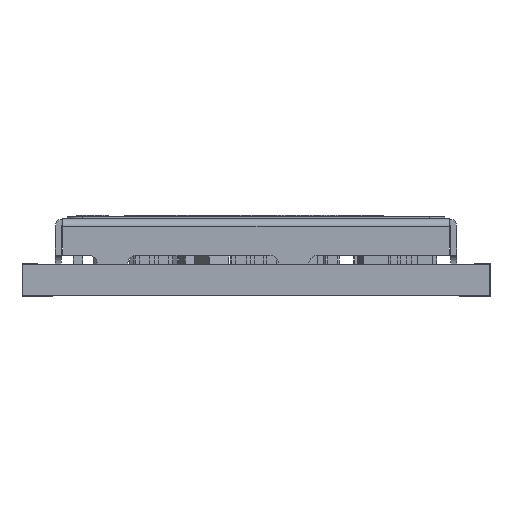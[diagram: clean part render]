
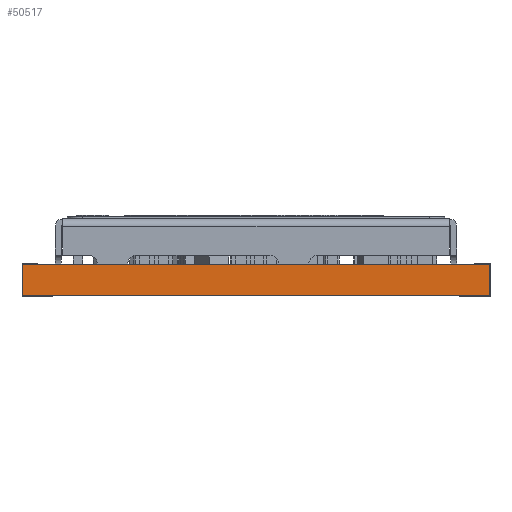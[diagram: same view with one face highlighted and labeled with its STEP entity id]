
A CAD part, front view. The second image highlights one B-rep face of the part: STEP entity #50517.
In plain terms, the highlighted planar face has unit normal (0, -1, 0).
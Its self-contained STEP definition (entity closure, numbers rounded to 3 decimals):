
#1463 = ORIENTED_EDGE ( 'NONE', *, *, #1903, .F. ) ;
#1903 = EDGE_CURVE ( 'NONE', #43761, #52375, #16198, .T. ) ;
#1943 = CARTESIAN_POINT ( 'NONE',  ( 0., 0., 0. ) ) ;
#2944 = CARTESIAN_POINT ( 'NONE',  ( 0., 0., 1.036 ) ) ;
#4082 = ORIENTED_EDGE ( 'NONE', *, *, #50195, .T. ) ;
#4832 = VECTOR ( 'NONE', #54621, 1000. ) ;
#7325 = VECTOR ( 'NONE', #41459, 1000. ) ;
#8203 = CARTESIAN_POINT ( 'NONE',  ( 15.5, 0., 0. ) ) ;
#9806 = CARTESIAN_POINT ( 'NONE',  ( 0., 0., 0. ) ) ;
#11466 = AXIS2_PLACEMENT_3D ( 'NONE', #57192, #44813, #49005 ) ;
#11663 = LINE ( 'NONE', #1943, #58723 ) ;
#13599 = CARTESIAN_POINT ( 'NONE',  ( 0., 0., 1.036 ) ) ;
#14703 = EDGE_LOOP ( 'NONE', ( #4082, #35241, #1463, #22692 ) ) ;
#15535 = VECTOR ( 'NONE', #48127, 1000. ) ;
#16198 = LINE ( 'NONE', #30198, #15535 ) ;
#19801 = EDGE_CURVE ( 'NONE', #43761, #30995, #45458, .T. ) ;
#22692 = ORIENTED_EDGE ( 'NONE', *, *, #19801, .T. ) ;
#25485 = PLANE ( 'NONE',  #11466 ) ;
#29241 = CARTESIAN_POINT ( 'NONE',  ( 15.5, 0., 1.036 ) ) ;
#30198 = CARTESIAN_POINT ( 'NONE',  ( 15.5, 0., 0. ) ) ;
#30995 = VERTEX_POINT ( 'NONE', #2944 ) ;
#34294 = EDGE_CURVE ( 'NONE', #52375, #49977, #11663, .T. ) ;
#34365 = FACE_OUTER_BOUND ( 'NONE', #14703, .T. ) ;
#35241 = ORIENTED_EDGE ( 'NONE', *, *, #34294, .F. ) ;
#41459 = DIRECTION ( 'NONE',  ( 0., 0., -1. ) ) ;
#42739 = DIRECTION ( 'NONE',  ( -1., 0., 0. ) ) ;
#43647 = LINE ( 'NONE', #9806, #7325 ) ;
#43761 = VERTEX_POINT ( 'NONE', #29241 ) ;
#44293 = CARTESIAN_POINT ( 'NONE',  ( 0., 0., 0. ) ) ;
#44813 = DIRECTION ( 'NONE',  ( 0., 1., 0. ) ) ;
#45458 = LINE ( 'NONE', #13599, #4832 ) ;
#48127 = DIRECTION ( 'NONE',  ( 0., 0., -1. ) ) ;
#49005 = DIRECTION ( 'NONE',  ( 0., 0., 1. ) ) ;
#49977 = VERTEX_POINT ( 'NONE', #44293 ) ;
#50195 = EDGE_CURVE ( 'NONE', #30995, #49977, #43647, .T. ) ;
#50517 = ADVANCED_FACE ( 'NONE', ( #34365 ), #25485, .F. ) ;
#52375 = VERTEX_POINT ( 'NONE', #8203 ) ;
#54621 = DIRECTION ( 'NONE',  ( -1., 0., 0. ) ) ;
#57192 = CARTESIAN_POINT ( 'NONE',  ( 0., 0., 0. ) ) ;
#58723 = VECTOR ( 'NONE', #42739, 1000. ) ;
